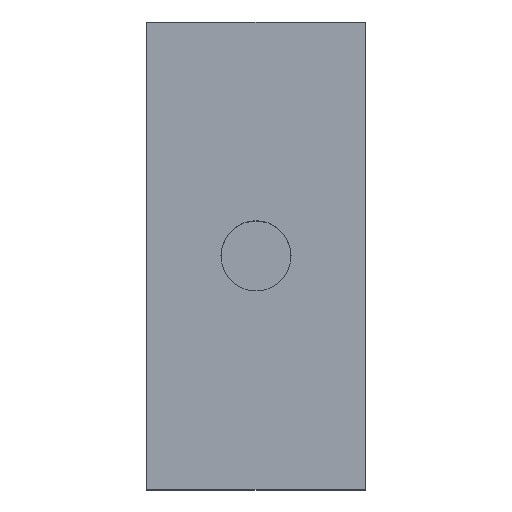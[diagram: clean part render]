
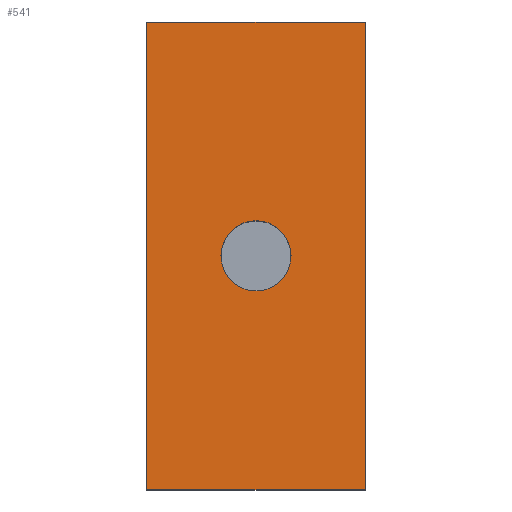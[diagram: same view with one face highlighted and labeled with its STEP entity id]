
A CAD part, top view. The second image highlights one B-rep face of the part: STEP entity #541.
In plain terms, the highlighted planar face has unit normal (0, 0, 1).
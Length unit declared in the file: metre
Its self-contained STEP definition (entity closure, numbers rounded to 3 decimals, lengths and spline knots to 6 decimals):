
#13=CIRCLE('',#583,0.0009);
#147=ORIENTED_EDGE('',*,*,#235,.F.);
#148=ORIENTED_EDGE('',*,*,#200,.F.);
#149=ORIENTED_EDGE('',*,*,#232,.T.);
#150=ORIENTED_EDGE('',*,*,#208,.T.);
#151=ORIENTED_EDGE('',*,*,#234,.F.);
#200=EDGE_CURVE('',#268,#269,#324,.T.);
#208=EDGE_CURVE('',#275,#274,#332,.T.);
#232=EDGE_CURVE('',#268,#275,#356,.T.);
#234=EDGE_CURVE('',#269,#274,#358,.T.);
#235=EDGE_CURVE('',#285,#285,#13,.T.);
#268=VERTEX_POINT('',#796);
#269=VERTEX_POINT('',#798);
#274=VERTEX_POINT('',#811);
#275=VERTEX_POINT('',#813);
#285=VERTEX_POINT('',#869);
#324=LINE('',#797,#396);
#332=LINE('',#812,#404);
#356=LINE('',#863,#428);
#358=LINE('',#866,#430);
#396=VECTOR('',#636,1.);
#404=VECTOR('',#646,1.);
#428=VECTOR('',#704,1.);
#430=VECTOR('',#708,1.);
#454=EDGE_LOOP('',(#147));
#455=EDGE_LOOP('',(#148,#149,#150,#151));
#484=FACE_BOUND('',#454,.T.);
#485=FACE_BOUND('',#455,.T.);
#514=PLANE('',#582);
#541=ADVANCED_FACE('',(#484,#485),#514,.T.);
#582=AXIS2_PLACEMENT_3D('',#867,#709,#710);
#583=AXIS2_PLACEMENT_3D('',#868,#711,#712);
#636=DIRECTION('',(0.,1.,0.));
#646=DIRECTION('',(0.,1.,0.));
#704=DIRECTION('',(1.,0.,0.));
#708=DIRECTION('',(1.,0.,0.));
#709=DIRECTION('',(0.,0.,1.));
#710=DIRECTION('',(1.,0.,0.));
#711=DIRECTION('',(0.,0.,1.));
#712=DIRECTION('',(1.,0.,0.));
#796=CARTESIAN_POINT('',(-0.0028,-0.006,0.0215));
#797=CARTESIAN_POINT('',(-0.0028,0.,0.0215));
#798=CARTESIAN_POINT('',(-0.0028,0.006,0.0215));
#811=CARTESIAN_POINT('',(0.0028,0.006,0.0215));
#812=CARTESIAN_POINT('',(0.0028,0.,0.0215));
#813=CARTESIAN_POINT('',(0.0028,-0.006,0.0215));
#863=CARTESIAN_POINT('',(0.,-0.006,0.0215));
#866=CARTESIAN_POINT('',(0.,0.006,0.0215));
#867=CARTESIAN_POINT('',(0.,0.,0.0215));
#868=CARTESIAN_POINT('',(0.,0.,0.0215));
#869=CARTESIAN_POINT('',(0.0009,0.,0.0215));
